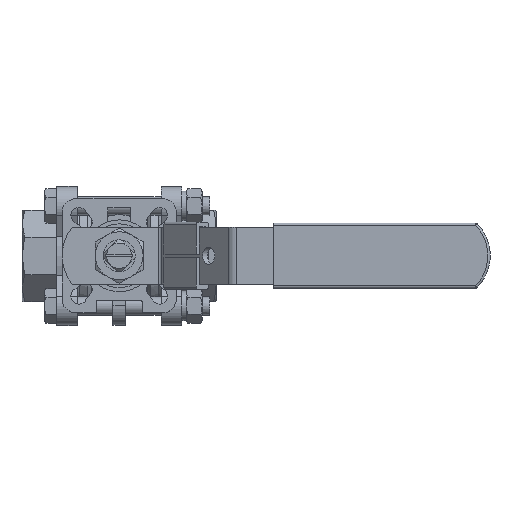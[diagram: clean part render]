
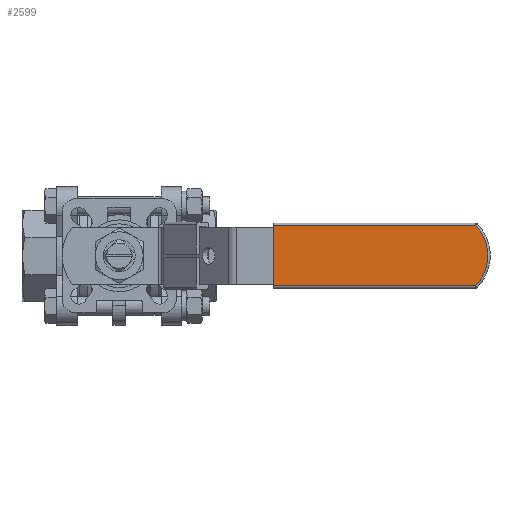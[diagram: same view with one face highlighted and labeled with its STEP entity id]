
A CAD part, top view. The second image highlights one B-rep face of the part: STEP entity #2599.
In plain terms, the highlighted planar face has unit normal (0, 0, 1).
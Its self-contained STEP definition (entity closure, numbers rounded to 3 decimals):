
#2599=ADVANCED_FACE('',(#5083),#5084,.T.);
#5083=FACE_OUTER_BOUND('',#8105,.T.);
#5084=PLANE('',#8106);
#8105=EDGE_LOOP('',(#13630,#13631,#13632,#13633));
#8106=AXIS2_PLACEMENT_3D('',#13634,#13635,#13636);
#13630=ORIENTED_EDGE('',*,*,#17643,.F.);
#13631=ORIENTED_EDGE('',*,*,#17644,.F.);
#13632=ORIENTED_EDGE('',*,*,#17645,.F.);
#13633=ORIENTED_EDGE('',*,*,#17646,.F.);
#13634=CARTESIAN_POINT('',(45.578,0.,6.3));
#13635=DIRECTION('',(0.0,0.0,1.0));
#13636=DIRECTION('',(1.0,0.0,0.0));
#17643=EDGE_CURVE('',#21150,#21144,#21151,.T.);
#17644=EDGE_CURVE('',#21152,#21150,#21153,.T.);
#17645=EDGE_CURVE('',#21137,#21152,#21154,.T.);
#17646=EDGE_CURVE('',#21144,#21137,#21155,.T.);
#21137=VERTEX_POINT('',#26442);
#21144=VERTEX_POINT('',#26449);
#21150=VERTEX_POINT('',#26455);
#21151=LINE('',#26456,#26457);
#21152=VERTEX_POINT('',#26458);
#21153=LINE('',#26459,#26460);
#21154=LINE('',#26461,#26462);
#21155=CIRCLE('',#26463,19.0);
#26442=CARTESIAN_POINT('',(88.569,-13.3,6.3));
#26449=CARTESIAN_POINT('',(88.569,13.3,6.3));
#26455=CARTESIAN_POINT('',(0.0,13.3,6.3));
#26456=CARTESIAN_POINT('',(45.035,13.3,6.3));
#26457=VECTOR('',#31411,1.0);
#26458=CARTESIAN_POINT('',(0.0,-13.3,6.3));
#26459=CARTESIAN_POINT('',(0.0,14.3,6.3));
#26460=VECTOR('',#31412,1.0);
#26461=CARTESIAN_POINT('',(45.035,-13.3,6.3));
#26462=VECTOR('',#31413,1.0);
#26463=AXIS2_PLACEMENT_3D('',#31414,#31415,#31416);
#31411=DIRECTION('',(1.0,0.0,0.0));
#31412=DIRECTION('',(0.0,1.0,0.0));
#31413=DIRECTION('',(-1.0,0.0,0.0));
#31414=CARTESIAN_POINT('',(75.0,0.,6.3));
#31415=DIRECTION('',(0.0,0.0,-1.0));
#31416=DIRECTION('',(1.0,0.0,0.0));
